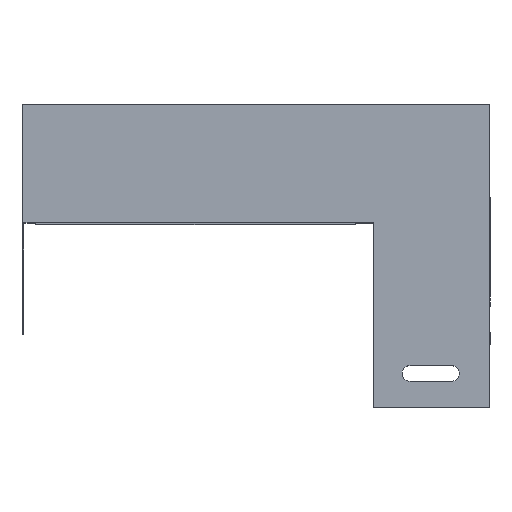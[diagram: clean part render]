
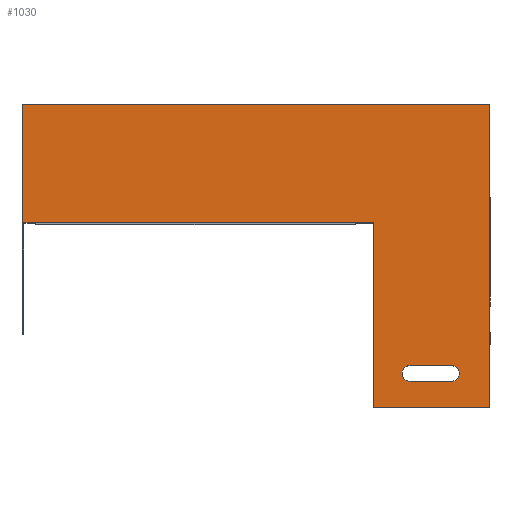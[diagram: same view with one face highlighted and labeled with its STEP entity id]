
A CAD part, top view. The second image highlights one B-rep face of the part: STEP entity #1030.
In plain terms, the highlighted planar face has unit normal (0, 0, 1).
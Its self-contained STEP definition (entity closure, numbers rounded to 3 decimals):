
#3 = AXIS2_PLACEMENT_3D ( 'NONE', #158, #157, #156 ) ;
#28 = AXIS2_PLACEMENT_3D ( 'NONE', #151, #150, #149 ) ;
#44 = CARTESIAN_POINT ( 'NONE',  ( 205., 101., 53.6 ) ) ;
#51 = CARTESIAN_POINT ( 'NONE',  ( 0.8, 0., 53.6 ) ) ;
#54 = DIRECTION ( 'NONE',  ( -1., 0., 0. ) ) ;
#61 = CARTESIAN_POINT ( 'NONE',  ( 154., 49., 53.6 ) ) ;
#77 = DIRECTION ( 'NONE',  ( -1., 0., 0. ) ) ;
#80 = CARTESIAN_POINT ( 'NONE',  ( 205., -32., 53.6 ) ) ;
#84 = CARTESIAN_POINT ( 'NONE',  ( 154., 49., 53.6 ) ) ;
#103 = CARTESIAN_POINT ( 'NONE',  ( 0.8, 0., 53.6 ) ) ;
#132 = DIRECTION ( 'NONE',  ( 1., 0., 0. ) ) ;
#137 = CARTESIAN_POINT ( 'NONE',  ( 0., 49., 53.6 ) ) ;
#147 = DIRECTION ( 'NONE',  ( -1., 0., 0. ) ) ;
#149 = DIRECTION ( 'NONE',  ( -1., 0., 0. ) ) ;
#150 = DIRECTION ( 'NONE',  ( 0., 0., -1. ) ) ;
#151 = CARTESIAN_POINT ( 'NONE',  ( 170., -17., 53.6 ) ) ;
#154 = DIRECTION ( 'NONE',  ( -1., 0., 0. ) ) ;
#155 = CARTESIAN_POINT ( 'NONE',  ( 188., -20.5, 53.6 ) ) ;
#156 = DIRECTION ( 'NONE',  ( -1., 0., 0. ) ) ;
#157 = DIRECTION ( 'NONE',  ( 0., 0., -1. ) ) ;
#158 = CARTESIAN_POINT ( 'NONE',  ( 188., -17., 53.6 ) ) ;
#160 = CARTESIAN_POINT ( 'NONE',  ( 188., -13.5, 53.6 ) ) ;
#161 = DIRECTION ( 'NONE',  ( 1., 0., 0. ) ) ;
#162 = DIRECTION ( 'NONE',  ( 0., 1., 0. ) ) ;
#169 = DIRECTION ( 'NONE',  ( 0., -1., 0. ) ) ;
#170 = CARTESIAN_POINT ( 'NONE',  ( 205., 101., 53.6 ) ) ;
#178 = CARTESIAN_POINT ( 'NONE',  ( 154., 49., 53.6 ) ) ;
#179 = DIRECTION ( 'NONE',  ( 0., 1., 0. ) ) ;
#188 = CARTESIAN_POINT ( 'NONE',  ( 0., 0., 53.6 ) ) ;
#191 = DIRECTION ( 'NONE',  ( -1., 0., 0. ) ) ;
#193 = DIRECTION ( 'NONE',  ( 1., 0., 0. ) ) ;
#196 = CARTESIAN_POINT ( 'NONE',  ( 0., 101., 53.6 ) ) ;
#211 = DIRECTION ( 'NONE',  ( 0., 1., 0. ) ) ;
#219 = CARTESIAN_POINT ( 'NONE',  ( 0.8, 0., 53.6 ) ) ;
#232 = AXIS2_PLACEMENT_3D ( 'NONE', #1279, #1271, #1270 ) ;
#370 = EDGE_CURVE ( 'NONE', #1087, #703, #683, .T. ) ;
#377 = EDGE_CURVE ( 'NONE', #1111, #1090, #926, .T. ) ;
#385 = EDGE_CURVE ( 'NONE', #711, #1090, #941, .T. ) ;
#386 = EDGE_CURVE ( 'NONE', #717, #1109, #943, .T. ) ;
#390 = EDGE_CURVE ( 'NONE', #1111, #720, #951, .T. ) ;
#393 = EDGE_CURVE ( 'NONE', #695, #720, #957, .T. ) ;
#395 = EDGE_CURVE ( 'NONE', #695, #1098, #962, .T. ) ;
#397 = EDGE_CURVE ( 'NONE', #1098, #1087, #963, .T. ) ;
#402 = EDGE_CURVE ( 'NONE', #703, #717, #973, .T. ) ;
#405 = EDGE_CURVE ( 'NONE', #1109, #711, #930, .T. ) ;
#406 = EDGE_CURVE ( 'NONE', #1069, #715, #981, .T. ) ;
#408 = EDGE_CURVE ( 'NONE', #715, #728, #984, .T. ) ;
#409 = EDGE_CURVE ( 'NONE', #728, #1107, #986, .T. ) ;
#410 = EDGE_CURVE ( 'NONE', #1107, #1069, #988, .T. ) ;
#478 = ORIENTED_EDGE ( 'NONE', *, *, #386, .F. ) ;
#489 = ORIENTED_EDGE ( 'NONE', *, *, #406, .T. ) ;
#498 = ORIENTED_EDGE ( 'NONE', *, *, #393, .T. ) ;
#509 = ORIENTED_EDGE ( 'NONE', *, *, #408, .T. ) ;
#518 = ORIENTED_EDGE ( 'NONE', *, *, #402, .F. ) ;
#528 = EDGE_LOOP ( 'NONE', ( #478, #518, #578, #548, #538, #498, #618, #608, #588, #598 ) ) ;
#529 = ORIENTED_EDGE ( 'NONE', *, *, #410, .T. ) ;
#538 = ORIENTED_EDGE ( 'NONE', *, *, #395, .F. ) ;
#548 = ORIENTED_EDGE ( 'NONE', *, *, #397, .F. ) ;
#559 = ORIENTED_EDGE ( 'NONE', *, *, #409, .T. ) ;
#578 = ORIENTED_EDGE ( 'NONE', *, *, #370, .F. ) ;
#588 = ORIENTED_EDGE ( 'NONE', *, *, #385, .F. ) ;
#598 = ORIENTED_EDGE ( 'NONE', *, *, #405, .F. ) ;
#608 = ORIENTED_EDGE ( 'NONE', *, *, #377, .T. ) ;
#618 = ORIENTED_EDGE ( 'NONE', *, *, #390, .F. ) ;
#683 = LINE ( 'NONE', #196, #686 ) ;
#686 = VECTOR ( 'NONE', #193, 1000. ) ;
#695 = VERTEX_POINT ( 'NONE', #51 ) ;
#703 = VERTEX_POINT ( 'NONE', #44 ) ;
#711 = VERTEX_POINT ( 'NONE', #1694 ) ;
#715 = VERTEX_POINT ( 'NONE', #1673 ) ;
#717 = VERTEX_POINT ( 'NONE', #1663 ) ;
#720 = VERTEX_POINT ( 'NONE', #1653 ) ;
#728 = VERTEX_POINT ( 'NONE', #1622 ) ;
#916 = EDGE_LOOP ( 'NONE', ( #489, #509, #559, #529 ) ) ;
#926 = LINE ( 'NONE', #137, #929 ) ;
#929 = VECTOR ( 'NONE', #132, 1000. ) ;
#930 = LINE ( 'NONE', #178, #982 ) ;
#941 = LINE ( 'NONE', #84, #944 ) ;
#943 = LINE ( 'NONE', #80, #946 ) ;
#944 = VECTOR ( 'NONE', #147, 1000. ) ;
#946 = VECTOR ( 'NONE', #77, 1000. ) ;
#951 = LINE ( 'NONE', #61, #954 ) ;
#954 = VECTOR ( 'NONE', #54, 1000. ) ;
#957 = LINE ( 'NONE', #219, #960 ) ;
#960 = VECTOR ( 'NONE', #211, 1000. ) ;
#962 = LINE ( 'NONE', #103, #964 ) ;
#963 = LINE ( 'NONE', #188, #967 ) ;
#964 = VECTOR ( 'NONE', #191, 1000. ) ;
#967 = VECTOR ( 'NONE', #179, 1000. ) ;
#973 = LINE ( 'NONE', #170, #976 ) ;
#976 = VECTOR ( 'NONE', #169, 1000. ) ;
#981 = CIRCLE ( 'NONE', #3, 3.5 ) ;
#982 = VECTOR ( 'NONE', #162, 1000. ) ;
#984 = LINE ( 'NONE', #155, #987 ) ;
#986 = CIRCLE ( 'NONE', #28, 3.5 ) ;
#987 = VECTOR ( 'NONE', #154, 1000. ) ;
#988 = LINE ( 'NONE', #160, #990 ) ;
#990 = VECTOR ( 'NONE', #161, 1000. ) ;
#1030 = ADVANCED_FACE ( 'NONE', ( #1324, #1327 ), #1280, .F. ) ;
#1069 = VERTEX_POINT ( 'NONE', #1756 ) ;
#1087 = VERTEX_POINT ( 'NONE', #1719 ) ;
#1090 = VERTEX_POINT ( 'NONE', #1716 ) ;
#1098 = VERTEX_POINT ( 'NONE', #1707 ) ;
#1107 = VERTEX_POINT ( 'NONE', #1786 ) ;
#1109 = VERTEX_POINT ( 'NONE', #1784 ) ;
#1111 = VERTEX_POINT ( 'NONE', #1782 ) ;
#1270 = DIRECTION ( 'NONE',  ( -1., 0., 0. ) ) ;
#1271 = DIRECTION ( 'NONE',  ( 0., 0., -1. ) ) ;
#1279 = CARTESIAN_POINT ( 'NONE',  ( 0., 0., 53.6 ) ) ;
#1280 = PLANE ( 'NONE',  #232 ) ;
#1324 = FACE_OUTER_BOUND ( 'NONE', #528, .T. ) ;
#1327 = FACE_BOUND ( 'NONE', #916, .T. ) ;
#1622 = CARTESIAN_POINT ( 'NONE',  ( 170., -20.5, 53.6 ) ) ;
#1653 = CARTESIAN_POINT ( 'NONE',  ( 0.8, 49., 53.6 ) ) ;
#1663 = CARTESIAN_POINT ( 'NONE',  ( 205., -32., 53.6 ) ) ;
#1673 = CARTESIAN_POINT ( 'NONE',  ( 188., -20.5, 53.6 ) ) ;
#1694 = CARTESIAN_POINT ( 'NONE',  ( 154., 49., 53.6 ) ) ;
#1707 = CARTESIAN_POINT ( 'NONE',  ( 0., 0., 53.6 ) ) ;
#1716 = CARTESIAN_POINT ( 'NONE',  ( 146., 49., 53.6 ) ) ;
#1719 = CARTESIAN_POINT ( 'NONE',  ( 0., 101., 53.6 ) ) ;
#1756 = CARTESIAN_POINT ( 'NONE',  ( 188., -13.5, 53.6 ) ) ;
#1782 = CARTESIAN_POINT ( 'NONE',  ( 6., 49., 53.6 ) ) ;
#1784 = CARTESIAN_POINT ( 'NONE',  ( 154., -32., 53.6 ) ) ;
#1786 = CARTESIAN_POINT ( 'NONE',  ( 170., -13.5, 53.6 ) ) ;
